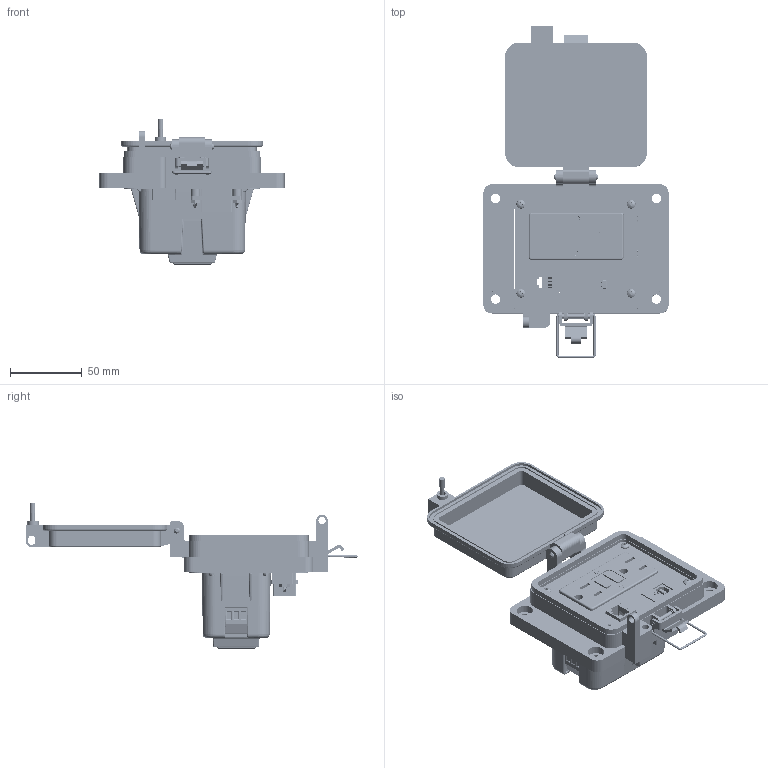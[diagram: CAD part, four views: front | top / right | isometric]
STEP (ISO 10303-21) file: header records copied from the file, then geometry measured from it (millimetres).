
FILE_DESCRIPTION (( 'STEP AP203' ), '1' );
FILE_NAME ('P-Q51R2-K3RF0_3D.STEP', '2021-12-09T18:44:11', ( '' ), ( '' ), 'SwSTEP 2.0', 'SolidWorks 2019', '' );
FILE_SCHEMA (( 'CONFIG_CONTROL_DESIGN' ));
Length unit declared in the file: millimetre
Products named in the file (18): P-Q51R2-K3RF0_FP; Z-H-K3_B; R2; Z-120-RIOF-SHELL; 92005A124_METRIC PAN HEAD PHILLIPS MACHINE SCREW_92005A124; P-Q51R2-K3RF0_BP; 90273A117_ZINC-PLATED STL FLAT HEAD PHIL MACHINE SCREW_90273A117; RF; Q51; Z-200-OTLT-RIOF-15A; Z-200-OTLT-GFIH-15A_sheared; 19mm Spacer; P-Q51R2-K3RF0_TP; 90480A005_LOW-STRENGTH STEEL HEX NUT_90480A005; 90272A106_ZINC-PLTD STL PAN HEAD PHILLIPS MACHINE SCREW_90272A106; Z-300-USB-AB-FF; Z-300-RJ45CAT5; P-Q51R2-K3RF0_3D
Assembly tree (24 placements, depth 4):
  P-Q51R2-K3RF0_3D
    P-Q51R2-K3RF0_BP
    P-Q51R2-K3RF0_TP
    90272A106_ZINC-PLTD STL PAN HEAD PHILLIPS MACHINE SCREW_90272A106  x2
    Q51
      Z-300-USB-AB-FF
    19mm Spacer  x2
    RF
      Z-200-OTLT-RIOF-15A
        Z-120-RIOF-SHELL
        Z-200-OTLT-GFIH-15A_sheared
    90273A117_ZINC-PLATED STL FLAT HEAD PHIL MACHINE SCREW_90273A117  x2
    90480A005_LOW-STRENGTH STEEL HEX NUT_90480A005  x2
    P-Q51R2-K3RF0_FP
    R2
      Z-300-RJ45CAT5
    Z-H-K3_B
    92005A124_METRIC PAN HEAD PHILLIPS MACHINE SCREW_92005A124  x4
Bounding box: 129 x 231.18 x 101.5 mm (x, y, z)
Volume: 304221.2 mm3; surface area: 186978.7 mm2
Topology: 44 solids, 50 shells, 6566 faces, 17334 edges, 11052 vertices
Faces by surface type: plane 2522, cylinder 2438, bspline 1243, cone 204, torus 97, sphere 62
Entity records: 239827 total; most frequent: CARTESIAN_POINT 112142, ORIENTED_EDGE 29350, DIRECTION 21307, EDGE_CURVE 14675, VERTEX_POINT 9303, VECTOR 8403, LINE 8403, AXIS2_PLACEMENT_3D 6452
